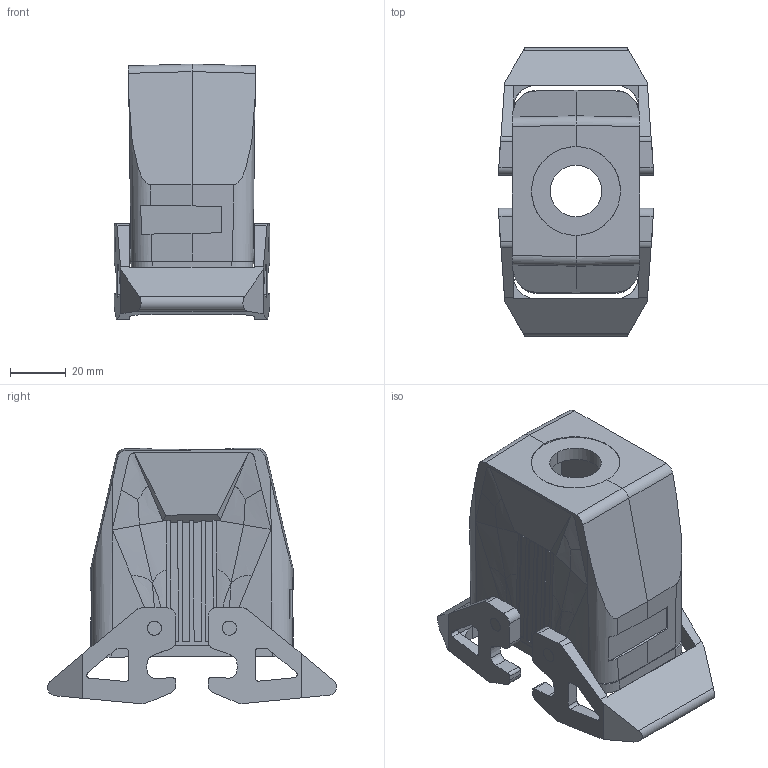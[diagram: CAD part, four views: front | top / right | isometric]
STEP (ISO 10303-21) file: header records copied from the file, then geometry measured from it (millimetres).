
FILE_DESCRIPTION(('Creo Elements/Direct Modeling STEP Export'),'2;1');
FILE_NAME('model.stp','2019-06-19T 6:54:41',(''),(''),'Creo Elements/Direct Modeling STEP processor for AP214 (Solid Model)','Creo Elements/Direct Modeling 20.1A 29-Sep-2018 (C) Parametric Technology GmbH','');
FILE_SCHEMA(('AUTOMOTIVE_DESIGN { 1 0 10303 214 1 1 1 1 }'));
Length unit declared in the file: millimetre
Products named in the file (2): HC_STA_B10_CHWD_1TTM20_ELC_AL-select
Assembly tree (1 placements, depth 2):
  HC_STA_B10_CHWD_1TTM20_ELC_AL-select
    HC_STA_B10_CHWD_1TTM20_ELC_AL-select
Bounding box: 56 x 104.14 x 92.12 mm (x, y, z)
Volume: 99344.2 mm3; surface area: 48617.6 mm2
Topology: 1 solids, 1 shells, 401 faces, 1176 edges, 784 vertices
Faces by surface type: plane 219, cylinder 134, bspline 44, cone 4
Entity records: 23188 total; most frequent: CARTESIAN_POINT 10066, ORIENTED_EDGE 2352, DIRECTION 1874, EDGE_CURVE 1176, VERTEX_POINT 784, VECTOR 680, LINE 680, AXIS2_PLACEMENT_3D 597
